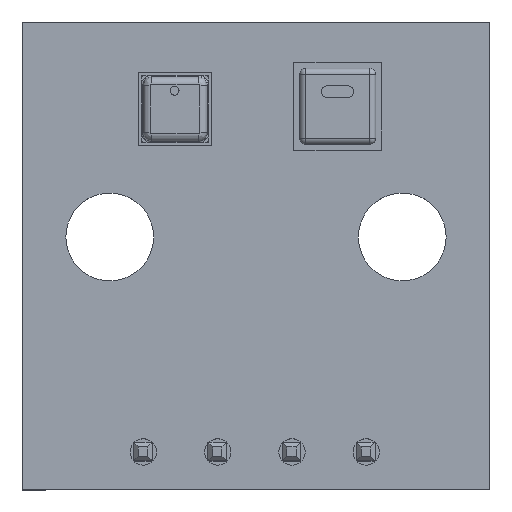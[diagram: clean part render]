
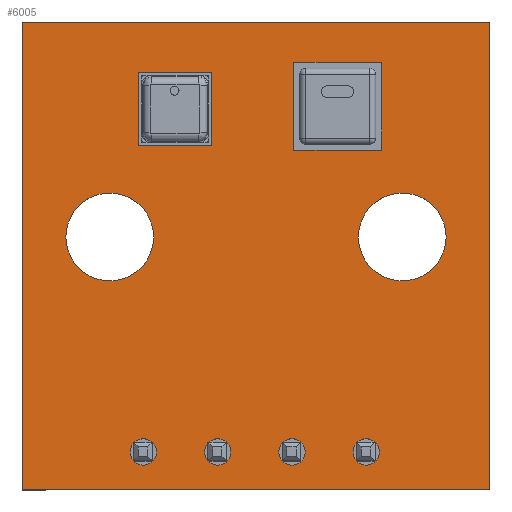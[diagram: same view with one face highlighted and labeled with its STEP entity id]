
A CAD part, top view. The second image highlights one B-rep face of the part: STEP entity #6005.
In plain terms, the highlighted planar face has unit normal (0, 0, 1).
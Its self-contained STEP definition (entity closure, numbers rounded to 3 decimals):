
#231=FACE_BOUND('',#805,.T.);
#232=FACE_BOUND('',#806,.T.);
#233=FACE_BOUND('',#807,.T.);
#234=FACE_BOUND('',#808,.T.);
#235=FACE_BOUND('',#809,.T.);
#236=FACE_BOUND('',#810,.T.);
#264=CIRCLE('',#6443,0.45);
#266=CIRCLE('',#6446,0.45);
#268=CIRCLE('',#6449,0.45);
#270=CIRCLE('',#6452,1.5);
#272=CIRCLE('',#6455,0.45);
#274=CIRCLE('',#6458,1.5);
#424=FACE_OUTER_BOUND('',#804,.T.);
#804=EDGE_LOOP('',(#4063,#4064,#4065,#4066));
#805=EDGE_LOOP('',(#4067));
#806=EDGE_LOOP('',(#4068));
#807=EDGE_LOOP('',(#4069));
#808=EDGE_LOOP('',(#4070));
#809=EDGE_LOOP('',(#4071));
#810=EDGE_LOOP('',(#4072));
#1203=LINE('',#8618,#1926);
#1206=LINE('',#8624,#1929);
#1209=LINE('',#8630,#1932);
#1211=LINE('',#8633,#1934);
#1926=VECTOR('',#6930,1.);
#1929=VECTOR('',#6935,1.);
#1932=VECTOR('',#6940,1.);
#1934=VECTOR('',#6944,1.);
#2647=VERTEX_POINT('',#8612);
#2649=VERTEX_POINT('',#8616);
#2651=VERTEX_POINT('',#8622);
#2653=VERTEX_POINT('',#8628);
#2654=VERTEX_POINT('',#8635);
#2656=VERTEX_POINT('',#8641);
#2658=VERTEX_POINT('',#8647);
#2660=VERTEX_POINT('',#8653);
#2662=VERTEX_POINT('',#8659);
#2664=VERTEX_POINT('',#8665);
#3179=EDGE_CURVE('',#2647,#2649,#1203,.T.);
#3182=EDGE_CURVE('',#2649,#2651,#1206,.T.);
#3185=EDGE_CURVE('',#2651,#2653,#1209,.T.);
#3187=EDGE_CURVE('',#2653,#2647,#1211,.T.);
#3188=EDGE_CURVE('',#2654,#2654,#264,.T.);
#3191=EDGE_CURVE('',#2656,#2656,#266,.T.);
#3194=EDGE_CURVE('',#2658,#2658,#268,.T.);
#3197=EDGE_CURVE('',#2660,#2660,#270,.T.);
#3200=EDGE_CURVE('',#2662,#2662,#272,.T.);
#3203=EDGE_CURVE('',#2664,#2664,#274,.T.);
#4063=ORIENTED_EDGE('',*,*,#3179,.T.);
#4064=ORIENTED_EDGE('',*,*,#3182,.T.);
#4065=ORIENTED_EDGE('',*,*,#3185,.T.);
#4066=ORIENTED_EDGE('',*,*,#3187,.T.);
#4067=ORIENTED_EDGE('',*,*,#3188,.F.);
#4068=ORIENTED_EDGE('',*,*,#3191,.F.);
#4069=ORIENTED_EDGE('',*,*,#3194,.F.);
#4070=ORIENTED_EDGE('',*,*,#3197,.F.);
#4071=ORIENTED_EDGE('',*,*,#3200,.F.);
#4072=ORIENTED_EDGE('',*,*,#3203,.F.);
#5692=PLANE('',#6461);
#6005=ADVANCED_FACE('',(#424,#231,#232,#233,#234,#235,#236),#5692,.F.);
#6443=AXIS2_PLACEMENT_3D('',#8636,#6947,#6948);
#6446=AXIS2_PLACEMENT_3D('',#8642,#6954,#6955);
#6449=AXIS2_PLACEMENT_3D('',#8648,#6961,#6962);
#6452=AXIS2_PLACEMENT_3D('',#8654,#6968,#6969);
#6455=AXIS2_PLACEMENT_3D('',#8660,#6975,#6976);
#6458=AXIS2_PLACEMENT_3D('',#8666,#6982,#6983);
#6461=AXIS2_PLACEMENT_3D('',#8671,#6989,#6990);
#6930=DIRECTION('',(1.,0.,0.));
#6935=DIRECTION('',(0.,1.,0.));
#6940=DIRECTION('',(-1.,0.,0.));
#6944=DIRECTION('',(0.,-1.,0.));
#6947=DIRECTION('center_axis',(0.,0.,1.));
#6948=DIRECTION('ref_axis',(1.,0.,0.));
#6954=DIRECTION('center_axis',(0.,0.,1.));
#6955=DIRECTION('ref_axis',(1.,0.,0.));
#6961=DIRECTION('center_axis',(0.,0.,1.));
#6962=DIRECTION('ref_axis',(1.,0.,0.));
#6968=DIRECTION('center_axis',(0.,0.,1.));
#6969=DIRECTION('ref_axis',(1.,0.,0.));
#6975=DIRECTION('center_axis',(0.,0.,1.));
#6976=DIRECTION('ref_axis',(1.,0.,0.));
#6982=DIRECTION('center_axis',(0.,0.,1.));
#6983=DIRECTION('ref_axis',(1.,0.,0.));
#6989=DIRECTION('center_axis',(0.,0.,-1.));
#6990=DIRECTION('ref_axis',(-1.,0.,0.));
#8612=CARTESIAN_POINT('',(-1.3,-8.,0.411));
#8616=CARTESIAN_POINT('',(14.7,-8.,0.411));
#8618=CARTESIAN_POINT('',(-1.3,-8.,0.411));
#8622=CARTESIAN_POINT('',(14.7,8.,0.411));
#8624=CARTESIAN_POINT('',(14.7,-8.,0.411));
#8628=CARTESIAN_POINT('',(-1.3,8.,0.411));
#8630=CARTESIAN_POINT('',(14.7,8.,0.411));
#8633=CARTESIAN_POINT('',(-1.3,8.,0.411));
#8635=CARTESIAN_POINT('',(-0.45,-3.77,0.411));
#8636=CARTESIAN_POINT('Origin',(0.,-3.77,0.411));
#8641=CARTESIAN_POINT('',(-0.45,1.31,0.411));
#8642=CARTESIAN_POINT('Origin',(0.,1.31,0.411));
#8647=CARTESIAN_POINT('',(-0.45,-1.23,0.411));
#8648=CARTESIAN_POINT('Origin',(0.,-1.23,0.411));
#8653=CARTESIAN_POINT('',(5.85,-5.,0.411));
#8654=CARTESIAN_POINT('Origin',(7.35,-5.,0.411));
#8659=CARTESIAN_POINT('',(-0.45,3.85,0.411));
#8660=CARTESIAN_POINT('Origin',(0.,3.85,0.411));
#8665=CARTESIAN_POINT('',(5.85,5.,0.411));
#8666=CARTESIAN_POINT('Origin',(7.35,5.,0.411));
#8671=CARTESIAN_POINT('Origin',(-1.3,-8.,0.411));
